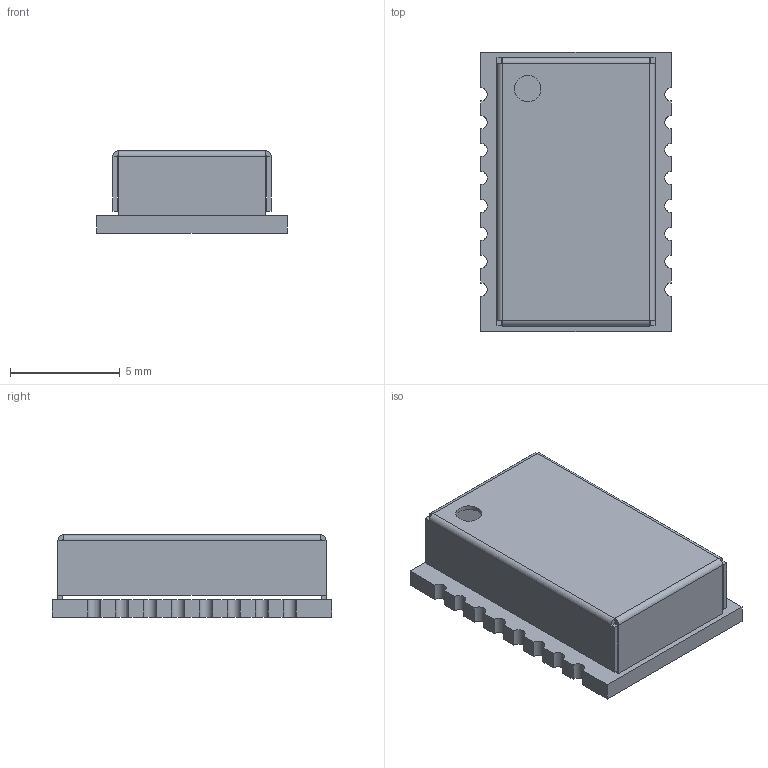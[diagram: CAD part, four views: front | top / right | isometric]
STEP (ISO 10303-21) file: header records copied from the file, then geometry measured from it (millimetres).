
FILE_DESCRIPTION(/* description */ ('Unknown'),/* implementation_level */ '2;1');
FILE_NAME(/* name */ 'T_Wurth_WE-LANAQ_749010310',/* time_stamp */ '2025-08-26T14:39:55+08:00',/* author */ ('Unknown'),/* organization */ ('Unknown'),/* preprocessor_version */ 'ST-DEVELOPER v19.4',/* originating_system */ 'Solid Edge',/* authorisation */ 'Unknown');
FILE_SCHEMA (('AUTOMOTIVE_DESIGN {1 0 10303 214 3 1 1}'));
Length unit declared in the file: millimetre
Products named in the file (2): T_Wurth_WE-LANAQ_749010310
Assembly tree (1 placements, depth 2):
  T_Wurth_WE-LANAQ_749010310
    T_Wurth_WE-LANAQ_749010310
Bounding box: 8.67 x 12.7 x 3.75 mm (x, y, z)
Volume: 122.9 mm3; surface area: 628.2 mm2
Topology: 1 solids, 1 shells, 75 faces, 196 edges, 123 vertices
Faces by surface type: plane 50, cylinder 25
Full cylindrical faces by diameter (mm): 1.2 x1
Entity records: 2840 total; most frequent: DIRECTION 398, CARTESIAN_POINT 393, ORIENTED_EDGE 388, EDGE_CURVE 194, LINE 144, VECTOR 144, AXIS2_PLACEMENT_3D 127, VERTEX_POINT 122
